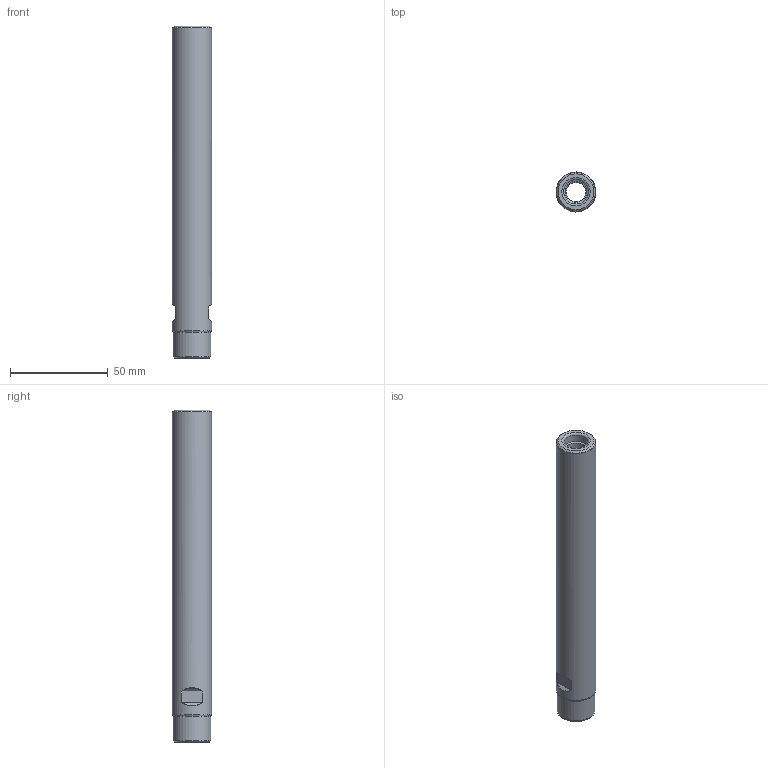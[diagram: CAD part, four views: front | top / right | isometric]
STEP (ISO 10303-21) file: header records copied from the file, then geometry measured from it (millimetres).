
FILE_DESCRIPTION(/* description */ (''),/* implementation_level */ '2;1');
FILE_NAME(/* name */ '462021690.stp',/* time_stamp */ '2021-01-19T16:04:14',/* author */ ('LRA'),/* organization */ ('REGO-FIX'),/* preprocessor_version */ ' Unknown',/* originating_system */ 'SIEMENS PLM Software Solid Edge ST10',/* authorization */ 'Unknown');
FILE_SCHEMA (('AUTOMOTIVE_DESIGN { 1 0 10303 214 2 1 1}'));
Length unit declared in the file: millimetre
Products named in the file (1): NOCUT
Bounding box: 20.3 x 20.3 x 170.2 mm (x, y, z)
Surface area: 33690.4 mm2
Topology: 2 solids, 2 shells, 51 faces, 112 edges, 67 vertices
Faces by surface type: cylinder 17, plane 16, cone 12, torus 6
Full cylindrical faces by diameter (mm): 9.917 x4, 10.917 x4, 11.2 x2, 12.5 x2, 19 x2, 19.3 x1, 20 x1, 20.3 x1
Entity records: 1498 total; most frequent: DIRECTION 220, CARTESIAN_POINT 173, ORIENTED_EDGE 126, AXIS2_PLACEMENT_3D 102, EDGE_LOOP 94, FACE_BOUND 94, EDGE_CURVE 63, VERTEX_POINT 55
